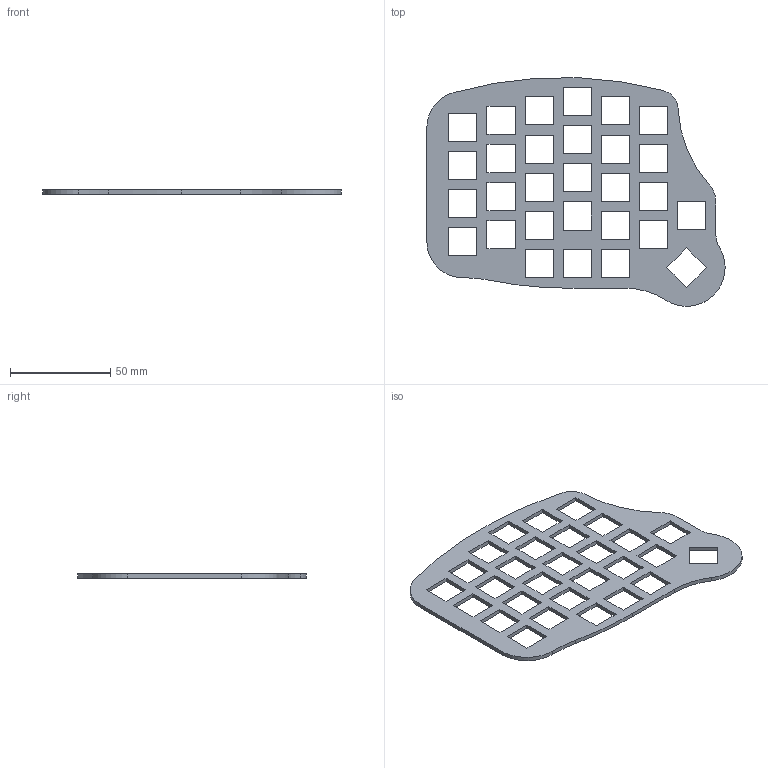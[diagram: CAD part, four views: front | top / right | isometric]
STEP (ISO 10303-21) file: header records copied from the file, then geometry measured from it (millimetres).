
FILE_DESCRIPTION(('FreeCAD Model'),'2;1');
FILE_NAME('Open CASCADE Shape Model','2025-04-03T13:49:20',(''),(''), 'Open CASCADE STEP processor 7.8','FreeCAD','Unknown');
FILE_SCHEMA(('AUTOMOTIVE_DESIGN { 1 0 10303 214 1 1 1 1 }'));
Length unit declared in the file: millimetre
Products named in the file (1): switch-plate
Bounding box: 148.55 x 113.75 x 2 mm (x, y, z)
Volume: 16326.9 mm3; surface area: 20485.4 mm2
Topology: 1 solids, 1 shells, 132 faces, 390 edges, 260 vertices
Faces by surface type: plane 121, cylinder 11
Entity records: 4474 total; most frequent: CARTESIAN_POINT 783, ORIENTED_EDGE 780, DIRECTION 678, EDGE_CURVE 390, LINE 368, VECTOR 368, VERTEX_POINT 260, FACE_BOUND 190
